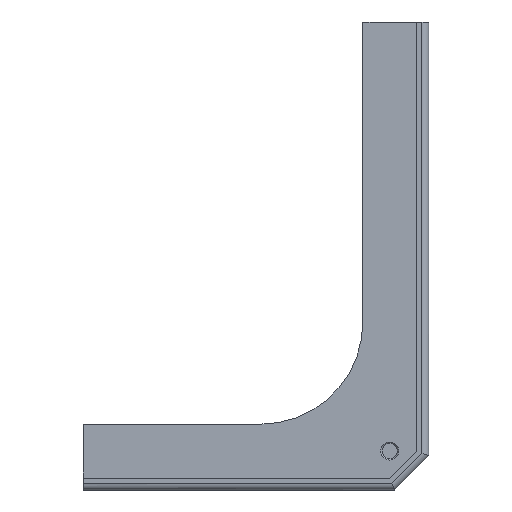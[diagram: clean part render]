
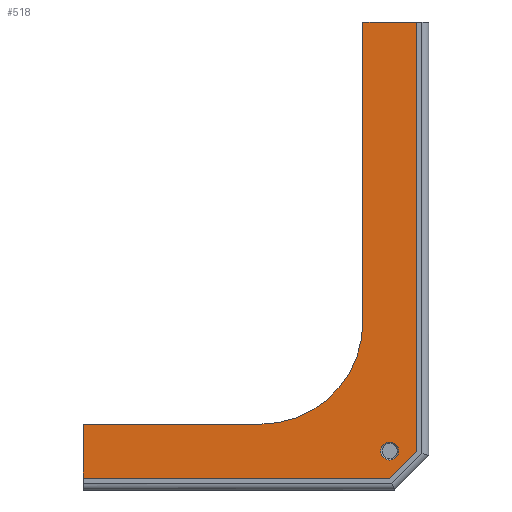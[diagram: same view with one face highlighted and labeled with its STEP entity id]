
A CAD part, left-side view. The second image highlights one B-rep face of the part: STEP entity #518.
In plain terms, the highlighted planar face has unit normal (-1, 0, 0).
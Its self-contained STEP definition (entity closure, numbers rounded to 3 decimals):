
#16=FACE_BOUND('',#89,.T.);
#28=PLANE('',#565);
#57=FACE_OUTER_BOUND('',#88,.T.);
#88=EDGE_LOOP('',(#447,#448,#449,#450,#451,#452,#453,#454));
#89=EDGE_LOOP('',(#455));
#109=CIRCLE('',#553,30.);
#113=CIRCLE('',#563,2.65);
#130=LINE('',#769,#186);
#146=LINE('',#807,#202);
#152=LINE('',#822,#208);
#163=LINE('',#853,#219);
#164=LINE('',#855,#220);
#165=LINE('',#857,#221);
#166=LINE('',#858,#222);
#186=VECTOR('',#613,10.);
#202=VECTOR('',#649,10.);
#208=VECTOR('',#663,10.);
#219=VECTOR('',#696,10.);
#220=VECTOR('',#697,10.);
#221=VECTOR('',#698,10.);
#222=VECTOR('',#699,10.);
#243=VERTEX_POINT('',#766);
#244=VERTEX_POINT('',#768);
#255=VERTEX_POINT('',#804);
#256=VERTEX_POINT('',#806);
#260=VERTEX_POINT('',#815);
#261=VERTEX_POINT('',#817);
#269=VERTEX_POINT('',#847);
#271=VERTEX_POINT('',#854);
#272=VERTEX_POINT('',#856);
#293=EDGE_CURVE('',#243,#244,#130,.T.);
#312=EDGE_CURVE('',#256,#255,#146,.T.);
#317=EDGE_CURVE('',#260,#261,#109,.T.);
#320=EDGE_CURVE('',#260,#244,#152,.T.);
#333=EDGE_CURVE('',#269,#269,#113,.T.);
#336=EDGE_CURVE('',#255,#261,#163,.T.);
#337=EDGE_CURVE('',#243,#271,#164,.T.);
#338=EDGE_CURVE('',#271,#272,#165,.T.);
#339=EDGE_CURVE('',#272,#256,#166,.T.);
#447=ORIENTED_EDGE('',*,*,#312,.T.);
#448=ORIENTED_EDGE('',*,*,#336,.T.);
#449=ORIENTED_EDGE('',*,*,#317,.F.);
#450=ORIENTED_EDGE('',*,*,#320,.T.);
#451=ORIENTED_EDGE('',*,*,#293,.F.);
#452=ORIENTED_EDGE('',*,*,#337,.T.);
#453=ORIENTED_EDGE('',*,*,#338,.T.);
#454=ORIENTED_EDGE('',*,*,#339,.T.);
#455=ORIENTED_EDGE('',*,*,#333,.F.);
#518=ADVANCED_FACE('',(#57,#16),#28,.T.);
#553=AXIS2_PLACEMENT_3D('',#818,#657,#658);
#563=AXIS2_PLACEMENT_3D('',#848,#689,#690);
#565=AXIS2_PLACEMENT_3D('',#852,#694,#695);
#613=DIRECTION('',(0.,0.,1.));
#649=DIRECTION('',(0.,1.,0.));
#657=DIRECTION('center_axis',(-1.,0.,0.));
#658=DIRECTION('ref_axis',(0.,-0.707,-0.707));
#663=DIRECTION('',(0.,1.,0.));
#689=DIRECTION('center_axis',(-1.,0.,0.));
#690=DIRECTION('ref_axis',(0.,0.,-1.));
#694=DIRECTION('center_axis',(-1.,0.,0.));
#695=DIRECTION('ref_axis',(0.,0.,1.));
#696=DIRECTION('',(0.,0.,-1.));
#697=DIRECTION('',(0.,-1.,0.));
#698=DIRECTION('',(0.,-0.707,0.707));
#699=DIRECTION('',(0.,0.,1.));
#766=CARTESIAN_POINT('',(564.853,976.592,3.5));
#768=CARTESIAN_POINT('',(564.853,976.592,19.363));
#769=CARTESIAN_POINT('',(564.853,976.592,98.581));
#804=CARTESIAN_POINT('',(564.851,894.356,137.641));
#806=CARTESIAN_POINT('',(564.85,878.493,137.64));
#807=CARTESIAN_POINT('',(564.852,935.477,137.644));
#815=CARTESIAN_POINT('',(564.852,924.358,19.363));
#817=CARTESIAN_POINT('',(564.851,894.358,49.362));
#818=CARTESIAN_POINT('Origin',(564.852,924.358,49.363));
#822=CARTESIAN_POINT('',(564.851,894.358,19.363));
#847=CARTESIAN_POINT('',(564.85,886.446,14.1));
#848=CARTESIAN_POINT('Origin',(564.85,886.446,11.45));
#852=CARTESIAN_POINT('Origin',(564.853,976.592,177.8));
#853=CARTESIAN_POINT('',(564.851,894.352,336.237));
#854=CARTESIAN_POINT('',(564.85,886.446,3.5));
#855=CARTESIAN_POINT('',(564.852,931.519,3.5));
#856=CARTESIAN_POINT('',(564.85,878.496,11.45));
#857=CARTESIAN_POINT('',(564.85,861.433,28.512));
#858=CARTESIAN_POINT('',(564.85,878.49,260.974));
